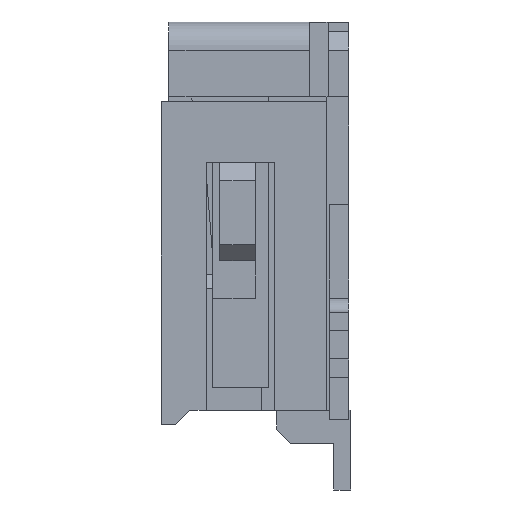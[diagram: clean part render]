
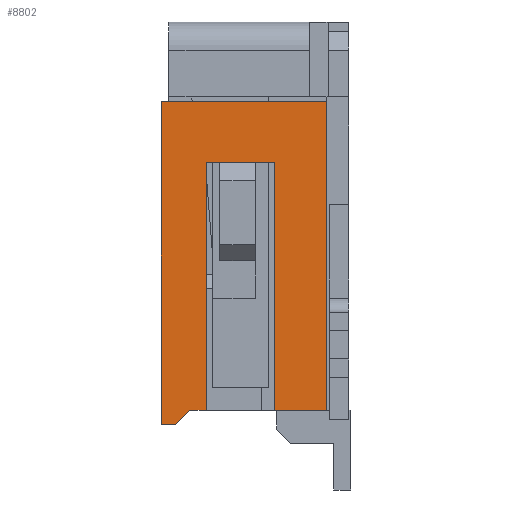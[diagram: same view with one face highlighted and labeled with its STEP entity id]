
A CAD part, left-side view. The second image highlights one B-rep face of the part: STEP entity #8802.
In plain terms, the highlighted planar face has unit normal (-1, 0, 0).
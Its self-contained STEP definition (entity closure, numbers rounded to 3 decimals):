
#3133=DIRECTION('',(0.,0.,-1.));
#3134=VECTOR('',#3133,3.3);
#3135=CARTESIAN_POINT('',(-3.15,0.24,3.45));
#3136=LINE('',#3135,#3134);
#3137=DIRECTION('',(0.,1.,0.));
#3138=VECTOR('',#3137,0.55);
#3139=CARTESIAN_POINT('',(-3.15,0.24,0.15));
#3140=LINE('',#3139,#3138);
#3141=DIRECTION('',(0.,0.,1.));
#3142=VECTOR('',#3141,2.65);
#3143=CARTESIAN_POINT('',(-3.15,0.79,0.15));
#3144=LINE('',#3143,#3142);
#3145=DIRECTION('',(0.,1.,0.));
#3146=VECTOR('',#3145,0.73);
#3147=CARTESIAN_POINT('',(-3.15,0.79,2.8));
#3148=LINE('',#3147,#3146);
#3149=DIRECTION('',(0.,0.,1.));
#3150=VECTOR('',#3149,2.65);
#3151=CARTESIAN_POINT('',(-3.15,1.52,0.15));
#3152=LINE('',#3151,#3150);
#3153=DIRECTION('',(0.,1.,0.));
#3154=VECTOR('',#3153,0.18);
#3155=CARTESIAN_POINT('',(-3.15,1.52,0.15));
#3156=LINE('',#3155,#3154);
#3157=DIRECTION('',(0.,-0.707,0.707));
#3158=VECTOR('',#3157,0.212);
#3159=CARTESIAN_POINT('',(-3.15,1.85,0.));
#3160=LINE('',#3159,#3158);
#3161=DIRECTION('',(0.,0.,1.));
#3162=VECTOR('',#3161,3.45);
#3163=CARTESIAN_POINT('',(-3.15,2.,0.));
#3164=LINE('',#3163,#3162);
#3165=DIRECTION('',(0.,-1.,0.));
#3166=VECTOR('',#3165,1.76);
#3167=CARTESIAN_POINT('',(-3.15,2.,3.45));
#3168=LINE('',#3167,#3166);
#3206=DIRECTION('',(0.,-1.,0.));
#3207=VECTOR('',#3206,0.15);
#3208=CARTESIAN_POINT('',(-3.15,2.,0.));
#3209=LINE('',#3208,#3207);
#3580=CARTESIAN_POINT('',(-3.15,2.,0.));
#3582=VERTEX_POINT('',#3580);
#3593=CARTESIAN_POINT('',(-3.15,1.85,0.));
#3595=VERTEX_POINT('',#3593);
#3599=CARTESIAN_POINT('',(-3.15,1.7,0.15));
#3600=VERTEX_POINT('',#3599);
#3615=CARTESIAN_POINT('',(-3.15,2.,3.45));
#3616=VERTEX_POINT('',#3615);
#3625=CARTESIAN_POINT('',(-3.15,0.79,2.8));
#3626=CARTESIAN_POINT('',(-3.15,1.52,2.8));
#3627=VERTEX_POINT('',#3625);
#3628=VERTEX_POINT('',#3626);
#3629=CARTESIAN_POINT('',(-3.15,1.52,0.15));
#3630=VERTEX_POINT('',#3629);
#3631=CARTESIAN_POINT('',(-3.15,0.79,0.15));
#3632=VERTEX_POINT('',#3631);
#3649=CARTESIAN_POINT('',(-3.15,0.24,3.45));
#3650=CARTESIAN_POINT('',(-3.15,0.24,0.15));
#3651=VERTEX_POINT('',#3649);
#3652=VERTEX_POINT('',#3650);
#8782=CARTESIAN_POINT('',(-3.15,2.,0.));
#8783=DIRECTION('',(-1.,0.,0.));
#8784=DIRECTION('',(0.,-1.,0.));
#8785=AXIS2_PLACEMENT_3D('',#8782,#8783,#8784);
#8786=PLANE('',#8785);
#8787=ORIENTED_EDGE('',*,*,#7172,.T.);
#8788=ORIENTED_EDGE('',*,*,#7259,.T.);
#8790=ORIENTED_EDGE('',*,*,#8789,.T.);
#8791=ORIENTED_EDGE('',*,*,#6292,.T.);
#8792=ORIENTED_EDGE('',*,*,#7955,.F.);
#8793=ORIENTED_EDGE('',*,*,#7249,.T.);
#8795=ORIENTED_EDGE('',*,*,#8794,.F.);
#8797=ORIENTED_EDGE('',*,*,#8796,.F.);
#8798=ORIENTED_EDGE('',*,*,#8741,.T.);
#8799=ORIENTED_EDGE('',*,*,#6170,.T.);
#8800=EDGE_LOOP('',(#8787,#8788,#8790,#8791,#8792,#8793,#8795,#8797,#8798,
#8799));
#8801=FACE_OUTER_BOUND('',#8800,.F.);
#8802=ADVANCED_FACE('',(#8801),#8786,.T.);
#6170=EDGE_CURVE('',#3616,#3651,#3168,.T.);
#6292=EDGE_CURVE('',#3627,#3628,#3148,.T.);
#7172=EDGE_CURVE('',#3651,#3652,#3136,.T.);
#7249=EDGE_CURVE('',#3630,#3600,#3156,.T.);
#7259=EDGE_CURVE('',#3652,#3632,#3140,.T.);
#7955=EDGE_CURVE('',#3630,#3628,#3152,.T.);
#8741=EDGE_CURVE('',#3582,#3616,#3164,.T.);
#8789=EDGE_CURVE('',#3632,#3627,#3144,.T.);
#8794=EDGE_CURVE('',#3595,#3600,#3160,.T.);
#8796=EDGE_CURVE('',#3582,#3595,#3209,.T.);
